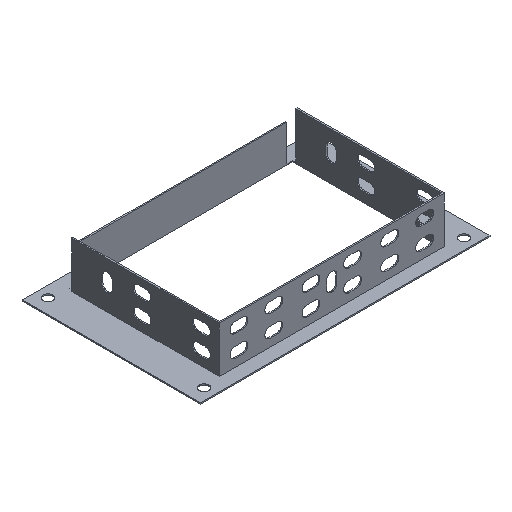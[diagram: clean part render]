
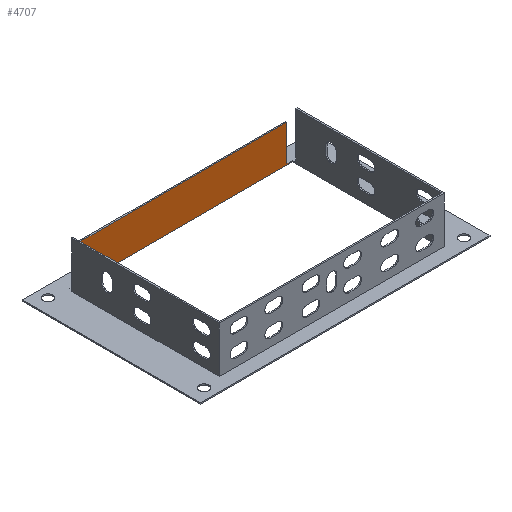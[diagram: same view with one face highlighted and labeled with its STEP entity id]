
A CAD part, isometric view. The second image highlights one B-rep face of the part: STEP entity #4707.
In plain terms, the highlighted planar face has unit normal (0, -1, 0).
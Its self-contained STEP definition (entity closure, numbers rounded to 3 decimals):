
#54 = CARTESIAN_POINT ( 'NONE',  ( 75., 50.2, 0. ) ) ;
#98 = DIRECTION ( 'NONE',  ( 1., 0., 0. ) ) ;
#122 = VECTOR ( 'NONE', #2585, 1000. ) ;
#156 = DIRECTION ( 'NONE',  ( 1., 0., 0. ) ) ;
#180 = CARTESIAN_POINT ( 'NONE',  ( 75., 50.2, 0.8 ) ) ;
#206 = LINE ( 'NONE', #5901, #122 ) ;
#348 = CARTESIAN_POINT ( 'NONE',  ( 75., 50.2, 0. ) ) ;
#349 = VECTOR ( 'NONE', #4430, 1000. ) ;
#521 = LINE ( 'NONE', #6066, #349 ) ;
#570 = DIRECTION ( 'NONE',  ( 0., 1., 0. ) ) ;
#675 = EDGE_CURVE ( 'NONE', #5583, #5301, #5775, .T. ) ;
#798 = EDGE_CURVE ( 'NONE', #5301, #2452, #5507, .T. ) ;
#1350 = VERTEX_POINT ( 'NONE', #348 ) ;
#1547 = CARTESIAN_POINT ( 'NONE',  ( -75., 50.2, 0.8 ) ) ;
#1666 = LINE ( 'NONE', #4608, #1672 ) ;
#1672 = VECTOR ( 'NONE', #4532, 1000. ) ;
#1682 = CARTESIAN_POINT ( 'NONE',  ( -71., 50.2, 0.8 ) ) ;
#1763 = VERTEX_POINT ( 'NONE', #1682 ) ;
#1926 = EDGE_CURVE ( 'NONE', #5164, #1763, #3206, .T. ) ;
#1952 = EDGE_CURVE ( 'NONE', #4292, #1350, #3128, .T. ) ;
#1988 = ORIENTED_EDGE ( 'NONE', *, *, #1952, .T. ) ;
#2054 = DIRECTION ( 'NONE',  ( 0., 0., -1. ) ) ;
#2429 = CARTESIAN_POINT ( 'NONE',  ( 75., 50.2, 0.8 ) ) ;
#2446 = CARTESIAN_POINT ( 'NONE',  ( -75., 50.2, 0. ) ) ;
#2447 = DIRECTION ( 'NONE',  ( 1., 0., 0. ) ) ;
#2452 = VERTEX_POINT ( 'NONE', #5609 ) ;
#2518 = EDGE_CURVE ( 'NONE', #6621, #5583, #1666, .T. ) ;
#2585 = DIRECTION ( 'NONE',  ( 0., 0., -1. ) ) ;
#3128 = LINE ( 'NONE', #54, #3213 ) ;
#3206 = LINE ( 'NONE', #180, #3307 ) ;
#3213 = VECTOR ( 'NONE', #98, 1000. ) ;
#3307 = VECTOR ( 'NONE', #156, 1000. ) ;
#3322 = CARTESIAN_POINT ( 'NONE',  ( 71., 50.2, 0.8 ) ) ;
#3574 = EDGE_CURVE ( 'NONE', #1763, #6621, #521, .T. ) ;
#3868 = PLANE ( 'NONE',  #4372 ) ;
#3876 = CARTESIAN_POINT ( 'NONE',  ( 71., 50.2, 0.8 ) ) ;
#4057 = ORIENTED_EDGE ( 'NONE', *, *, #4523, .F. ) ;
#4225 = CARTESIAN_POINT ( 'NONE',  ( 75., 50.2, 195.186 ) ) ;
#4292 = VERTEX_POINT ( 'NONE', #2446 ) ;
#4372 = AXIS2_PLACEMENT_3D ( 'NONE', #3322, #570, #4421 ) ;
#4421 = DIRECTION ( 'NONE',  ( 0., 0., 1. ) ) ;
#4430 = DIRECTION ( 'NONE',  ( 0., 0., 1. ) ) ;
#4523 = EDGE_CURVE ( 'NONE', #2452, #1350, #5875, .T. ) ;
#4532 = DIRECTION ( 'NONE',  ( 1., 0., 0. ) ) ;
#4608 = CARTESIAN_POINT ( 'NONE',  ( 71., 50.2, 25. ) ) ;
#4707 = ADVANCED_FACE ( 'NONE', ( #4787 ), #3868, .F. ) ;
#4765 = ORIENTED_EDGE ( 'NONE', *, *, #798, .F. ) ;
#4787 = FACE_OUTER_BOUND ( 'NONE', #5100, .T. ) ;
#4831 = CARTESIAN_POINT ( 'NONE',  ( 71., 50.2, 25. ) ) ;
#5044 = ORIENTED_EDGE ( 'NONE', *, *, #2518, .F. ) ;
#5075 = DIRECTION ( 'NONE',  ( 0., 0., -1. ) ) ;
#5100 = EDGE_LOOP ( 'NONE', ( #6941, #6266, #6775, #1988, #4057, #4765, #5181, #5044 ) ) ;
#5123 = CARTESIAN_POINT ( 'NONE',  ( 71., 50.2, 0.8 ) ) ;
#5164 = VERTEX_POINT ( 'NONE', #1547 ) ;
#5181 = ORIENTED_EDGE ( 'NONE', *, *, #675, .F. ) ;
#5301 = VERTEX_POINT ( 'NONE', #3876 ) ;
#5502 = VECTOR ( 'NONE', #2447, 1000. ) ;
#5507 = LINE ( 'NONE', #2429, #5502 ) ;
#5583 = VERTEX_POINT ( 'NONE', #4831 ) ;
#5609 = CARTESIAN_POINT ( 'NONE',  ( 75., 50.2, 0.8 ) ) ;
#5695 = VECTOR ( 'NONE', #5075, 1000. ) ;
#5775 = LINE ( 'NONE', #5123, #5695 ) ;
#5868 = VECTOR ( 'NONE', #2054, 1000. ) ;
#5875 = LINE ( 'NONE', #4225, #5868 ) ;
#5901 = CARTESIAN_POINT ( 'NONE',  ( -75., 50.2, 195.186 ) ) ;
#6066 = CARTESIAN_POINT ( 'NONE',  ( -71., 50.2, 0.8 ) ) ;
#6266 = ORIENTED_EDGE ( 'NONE', *, *, #1926, .F. ) ;
#6319 = EDGE_CURVE ( 'NONE', #5164, #4292, #206, .T. ) ;
#6621 = VERTEX_POINT ( 'NONE', #6878 ) ;
#6775 = ORIENTED_EDGE ( 'NONE', *, *, #6319, .T. ) ;
#6878 = CARTESIAN_POINT ( 'NONE',  ( -71., 50.2, 25. ) ) ;
#6941 = ORIENTED_EDGE ( 'NONE', *, *, #3574, .F. ) ;
